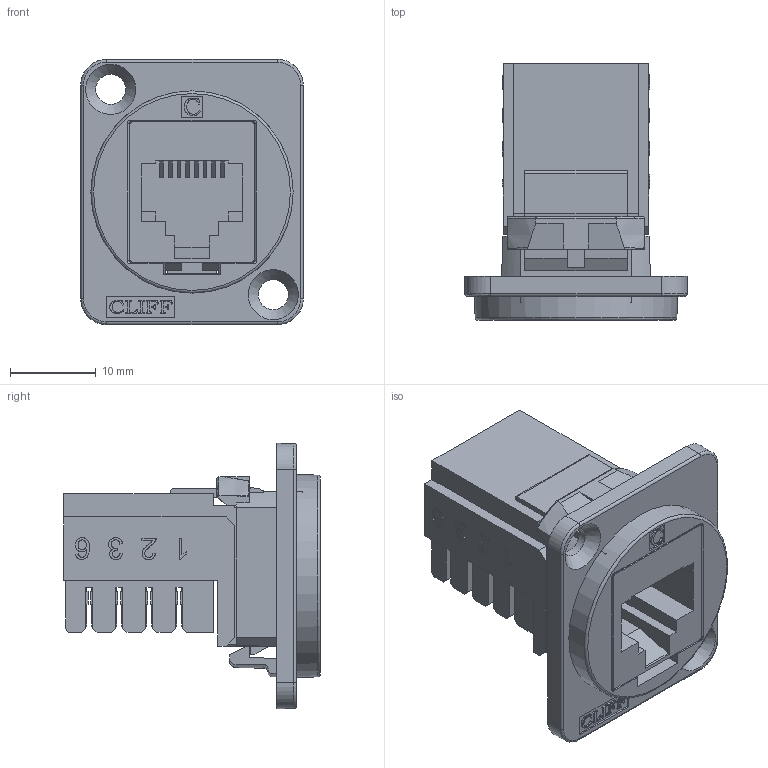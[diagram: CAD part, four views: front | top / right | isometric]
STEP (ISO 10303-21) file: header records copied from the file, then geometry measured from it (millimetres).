
FILE_DESCRIPTION(/* description */ (''),/* implementation_level */ '2;1');
FILE_NAME(/* name */ 'CP30227 RJ45-IDC csk.stp',/* time_stamp */ '2025-03-28T15:18:43Z',/* author */ ('tottley'),/* organization */ (''),/* preprocessor_version */ 'ST-DEVELOPER v20',/* originating_system */ 'Autodesk Inventor 2025',/* authorisation */ '');
FILE_SCHEMA (('AUTOMOTIVE_DESIGN { 1 0 10303 214 3 1 1 }'));
Length unit declared in the file: millimetre
Products named in the file (1): CP30227 RJ45-IDC csk
Bounding box: 26 x 30 x 31 mm (x, y, z)
Volume: 7636.3 mm3; surface area: 6623.2 mm2
Topology: 1 solids, 2 shells, 877 faces, 2459 edges, 1626 vertices
Faces by surface type: plane 603, bspline 217, cylinder 37, cone 12, torus 8
Full cylindrical faces by diameter (mm): 3.5 x2
Entity records: 30624 total; most frequent: CARTESIAN_POINT 8418, ORIENTED_EDGE 4918, DIRECTION 3466, EDGE_CURVE 2459, LINE 1886, VECTOR 1886, VERTEX_POINT 1626, EDGE_LOOP 947
